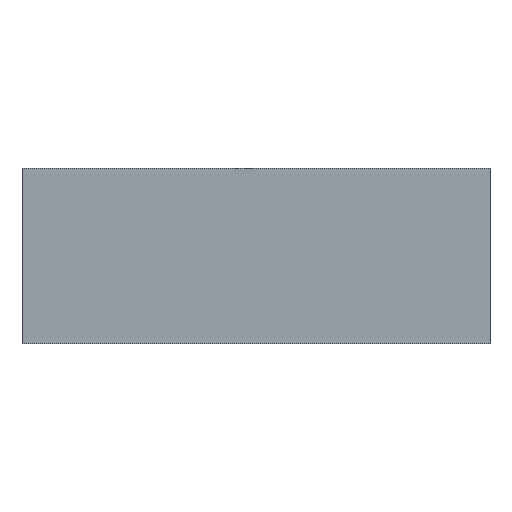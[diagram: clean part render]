
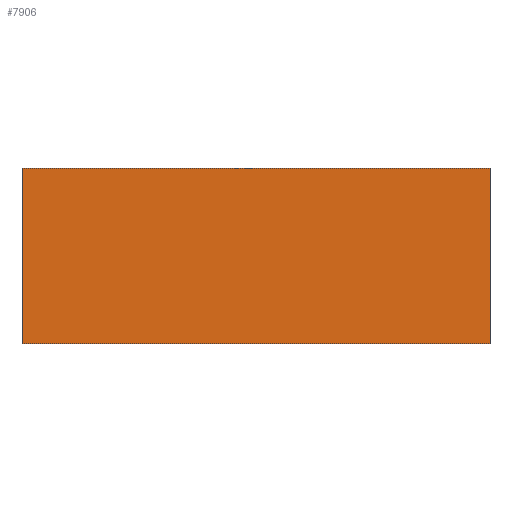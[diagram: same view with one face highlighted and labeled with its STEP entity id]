
A CAD part, left-side view. The second image highlights one B-rep face of the part: STEP entity #7906.
In plain terms, the highlighted planar face has unit normal (-1, 0, 0).
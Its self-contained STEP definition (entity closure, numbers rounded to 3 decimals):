
#1205=FACE_OUTER_BOUND('',#1659,.T.);
#1659=EDGE_LOOP('',(#7195,#7196,#7197,#7198));
#1683=LINE('',#10081,#2478);
#2020=LINE('',#12019,#2815);
#2467=LINE('',#13295,#3262);
#2468=LINE('',#13296,#3263);
#2478=VECTOR('',#8389,10.);
#2815=VECTOR('',#8974,10.);
#3262=VECTOR('',#10047,10.);
#3263=VECTOR('',#10048,10.);
#3273=VERTEX_POINT('',#10077);
#3275=VERTEX_POINT('',#10080);
#3616=VERTEX_POINT('',#12017);
#4004=VERTEX_POINT('',#13294);
#4014=EDGE_CURVE('',#3275,#3273,#1683,.T.);
#4517=EDGE_CURVE('',#3273,#3616,#2020,.T.);
#5079=EDGE_CURVE('',#4004,#3616,#2467,.T.);
#5080=EDGE_CURVE('',#3275,#4004,#2468,.T.);
#7195=ORIENTED_EDGE('',*,*,#4014,.T.);
#7196=ORIENTED_EDGE('',*,*,#4517,.T.);
#7197=ORIENTED_EDGE('',*,*,#5079,.F.);
#7198=ORIENTED_EDGE('',*,*,#5080,.F.);
#7506=PLANE('',#8366);
#7906=ADVANCED_FACE('',(#1205),#7506,.T.);
#8366=AXIS2_PLACEMENT_3D('',#13293,#10045,#10046);
#8389=DIRECTION('',(0.,-1.,0.));
#8974=DIRECTION('',(0.,0.,1.));
#10045=DIRECTION('center_axis',(-1.,0.,0.));
#10046=DIRECTION('ref_axis',(0.,-1.,0.));
#10047=DIRECTION('',(0.,-1.,0.));
#10048=DIRECTION('',(0.,0.,1.));
#10077=CARTESIAN_POINT('',(0.,0.,0.));
#10080=CARTESIAN_POINT('',(0.,101.6,0.));
#10081=CARTESIAN_POINT('',(0.,101.6,0.));
#12017=CARTESIAN_POINT('',(0.,0.,38.1));
#12019=CARTESIAN_POINT('',(0.,0.,0.));
#13293=CARTESIAN_POINT('Origin',(0.,101.6,0.));
#13294=CARTESIAN_POINT('',(0.,101.6,38.1));
#13295=CARTESIAN_POINT('',(0.,101.6,38.1));
#13296=CARTESIAN_POINT('',(0.,101.6,0.));
